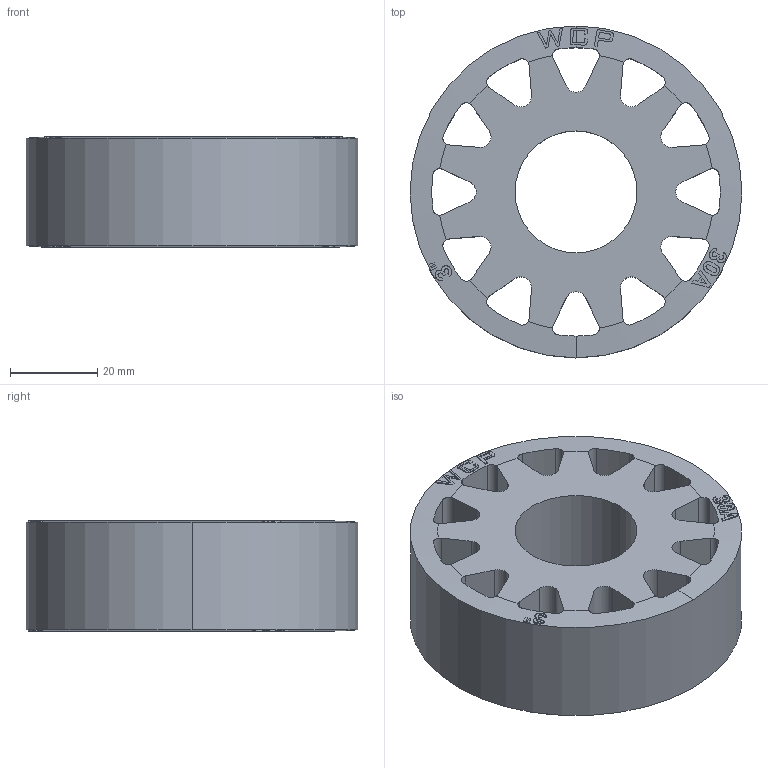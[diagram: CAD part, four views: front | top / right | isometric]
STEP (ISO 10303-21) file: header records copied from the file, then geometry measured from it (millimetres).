
FILE_DESCRIPTION (( 'STEP AP214' ), '1' );
FILE_NAME ('WCP-1358.step', '2024-02-14T01:58:57', ( '' ), ( '' ), 'SwSTEP 2.0', 'SolidWorks 2022', '' );
FILE_SCHEMA (( 'AUTOMOTIVE_DESIGN' ));
Length unit declared in the file: inch
Products named in the file (1): WCP-1358
Bounding box: 76.2 x 76.2 x 25.4 mm (x, y, z)
Volume: 76642.6 mm3; surface area: 24477.5 mm2
Topology: 1 solids, 1 shells, 338 faces, 1014 edges, 676 vertices
Faces by surface type: plane 182, bspline 80, cylinder 64, cone 12
Entity records: 15968 total; most frequent: CARTESIAN_POINT 7559, ORIENTED_EDGE 2028, DIRECTION 1322, EDGE_CURVE 1014, VERTEX_POINT 676, LINE 500, VECTOR 500, AXIS2_PLACEMENT_3D 411
